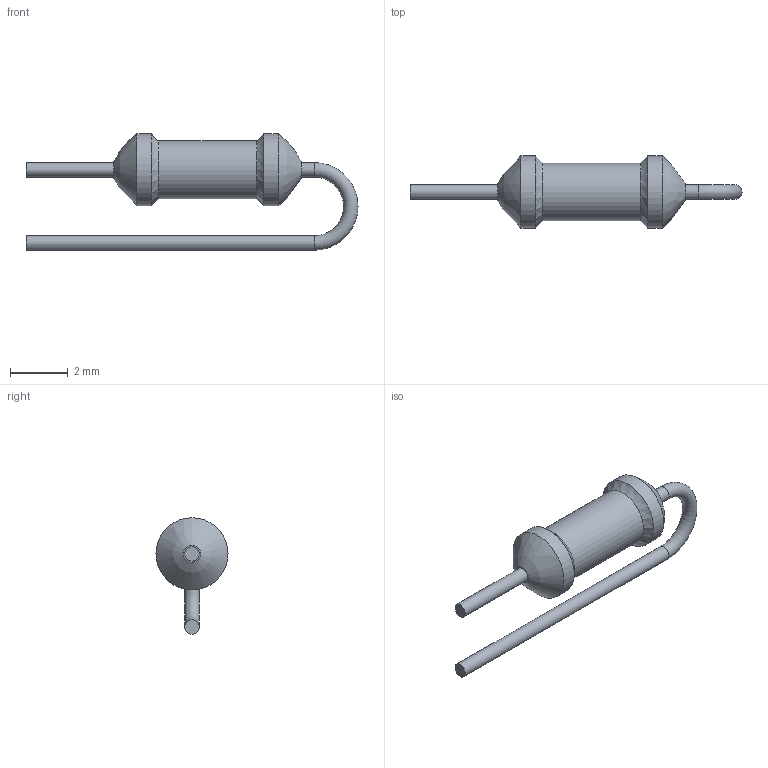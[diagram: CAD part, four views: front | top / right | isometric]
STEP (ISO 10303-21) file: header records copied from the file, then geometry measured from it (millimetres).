
FILE_DESCRIPTION(('FreeCAD Model'),'2;1');
FILE_NAME('Resistor_Vertical_RM2_5mm.step', '2016-10-28T09:07:56',('Author'),(''), 'Open CASCADE STEP processor 6.8','FreeCAD','Unknown');
FILE_SCHEMA(('AUTOMOTIVE_DESIGN_CC2 { 1 2 10303 214 -1 1 5 4 }'));
Length unit declared in the file: millimetre
Products named in the file (3): ASSEMBLY; Revolution; Sweep
Assembly tree (2 placements, depth 2):
  ASSEMBLY
    Revolution
    Sweep
Bounding box: 11.52 x 2.5 x 4.04 mm (x, y, z)
Volume: 26.2 mm3; surface area: 85.5 mm2
Topology: 2 solids, 2 shells, 14 faces, 22 edges, 12 vertices
Faces by surface type: cylinder 5, plane 4, revolution 4, torus 1
Full cylindrical faces by diameter (mm): 0.5 x2, 2 x1, 2.5 x2
Entity records: 688 total; most frequent: CARTESIAN_POINT 116, DIRECTION 114, ORIENTED_EDGE 44, PCURVE 44, DEFINITIONAL_REPRESENTATION 44, LINE 40, VECTOR 40, AXIS2_PLACEMENT_3D 34
